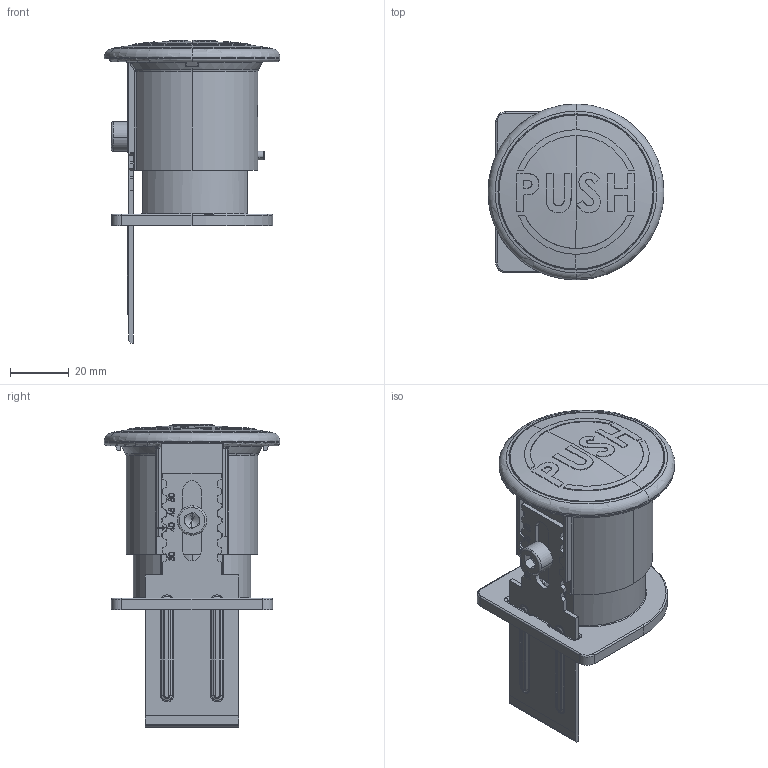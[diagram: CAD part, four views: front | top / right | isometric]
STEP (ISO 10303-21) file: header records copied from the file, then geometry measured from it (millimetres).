
FILE_DESCRIPTION (( 'STEP AP203' ), '1' );
FILE_NAME ('405530302_c_1.STEP', '2022-11-17T05:38:50', ( '' ), ( '' ), 'SwSTEP 2.0', 'SolidWorks 2014', '' );
FILE_SCHEMA (( 'CONFIG_CONTROL_DESIGN' ));
Length unit declared in the file: millimetre
Products named in the file (11): 095 7409r05_Standard; 405530302_c_1; 095 7409r01_095 7409r09; 096p0201304m6_Standard; 095 7409r04_Standard; 095 7409r06_Standard; 095 7409r01_095 7409r01; 4DIN912M0610M_DIN 912 M6 x 20 --- 25N; 095 7409r03_Standard; 095 7409r07_Standard; 095 7409r02_Standard
Assembly tree (10 placements, depth 2):
  405530302_c_1
    095 7409r05_Standard
    095 7409r04_Standard
    095 7409r03_Standard
    096p0201304m6_Standard
    095 7409r06_Standard
    095 7409r01_095 7409r01
    095 7409r02_Standard
    095 7409r07_Standard
    4DIN912M0610M_DIN 912 M6 x 20 --- 25N
    095 7409r01_095 7409r09
Bounding box: 60 x 60 x 103.41 mm (x, y, z)
Volume: 50507.5 mm3; surface area: 47932.4 mm2
Topology: 10 solids, 10 shells, 1515 faces, 3794 edges, 2327 vertices
Faces by surface type: plane 436, cylinder 399, torus 306, bspline 290, cone 51, sphere 33
Entity records: 70514 total; most frequent: CARTESIAN_POINT 35255, ORIENTED_EDGE 7544, DIRECTION 6628, EDGE_CURVE 3772, AXIS2_PLACEMENT_3D 2573, VERTEX_POINT 2327, EDGE_LOOP 1589, FACE_OUTER_BOUND 1515
